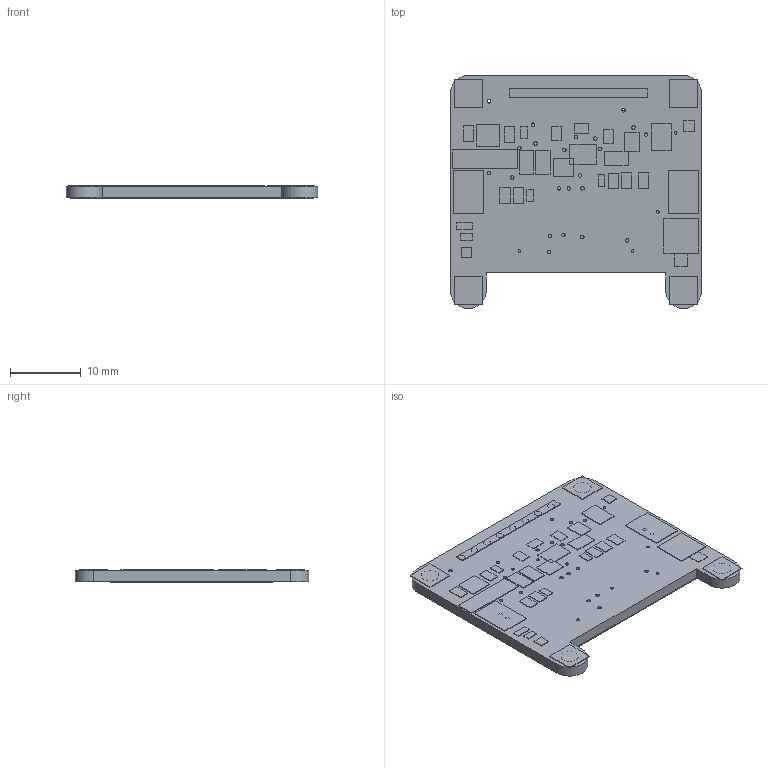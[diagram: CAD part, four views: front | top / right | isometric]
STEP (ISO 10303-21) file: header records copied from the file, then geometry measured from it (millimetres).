
FILE_DESCRIPTION(/* description */ (''),/* implementation_level */ '2;1');
FILE_NAME(/* name */ 'ed0a49c1-0d8f-474f-8e70-8d7d68d8b80b.stp',/* time_stamp */ '2025-03-08T00:01:56Z',/* author */ (''),/* organization */ (''),/* preprocessor_version */ 'ST-DEVELOPER v20.1',/* originating_system */ 'Autodesk Translation Framework v14.4.0.0',/* authorisation */ '');
FILE_SCHEMA (('AUTOMOTIVE_DESIGN { 1 0 10303 214 3 1 1 }'));
Length unit declared in the file: millimetre
Products named in the file (21): ed0a49c1-0d8f-474f-8e70-8d7d68d8b80b; PCB Component; Board; 10uF; AP2112K-3.3; 1uF; 10K; BSS138; MOUNTINGHOLE2.5; STEMMA_I2C_QT; FIDUCIAL_1MM; PCBFEAT-REV-040; STEMMAQT; GREEN; APX803; UG-2864HSWEG01; SOLDERJUMPER_CLOSEDWIRE; 1N4148; 1X08_ROUND_70; SOLDERJUMPER_ARROW_NOPASTE; ADAFRUIT_5MM
Assembly tree (38 placements, depth 3):
  ed0a49c1-0d8f-474f-8e70-8d7d68d8b80b
    PCB Component
      Board
      10uF  x7
      AP2112K-3.3
      1uF  x4
      10K  x2
      BSS138
      MOUNTINGHOLE2.5  x4
      STEMMA_I2C_QT  x2
      FIDUCIAL_1MM  x2
      PCBFEAT-REV-040
      STEMMAQT
      GREEN
      APX803
      UG-2864HSWEG01
      SOLDERJUMPER_CLOSEDWIRE  x2
      1N4148  x3
      1X08_ROUND_70
      SOLDERJUMPER_ARROW_NOPASTE
      ADAFRUIT_5MM
Bounding box: 35.56 x 33.02 x 1.77 mm (x, y, z)
Volume: 1687.8 mm3; surface area: 4632.4 mm2
Topology: 37 solids, 37 shells, 270 faces, 588 edges, 392 vertices
Faces by surface type: plane 224, cylinder 46
Full cylindrical faces by diameter (mm): 0.394 x2, 0.4 x2, 0.5 x26, 1 x8, 2.5 x4
Entity records: 5620 total; most frequent: DIRECTION 906, CARTESIAN_POINT 841, ORIENTED_EDGE 744, EDGE_CURVE 372, AXIS2_PLACEMENT_3D 313, LINE 280, VECTOR 280, VERTEX_POINT 248
